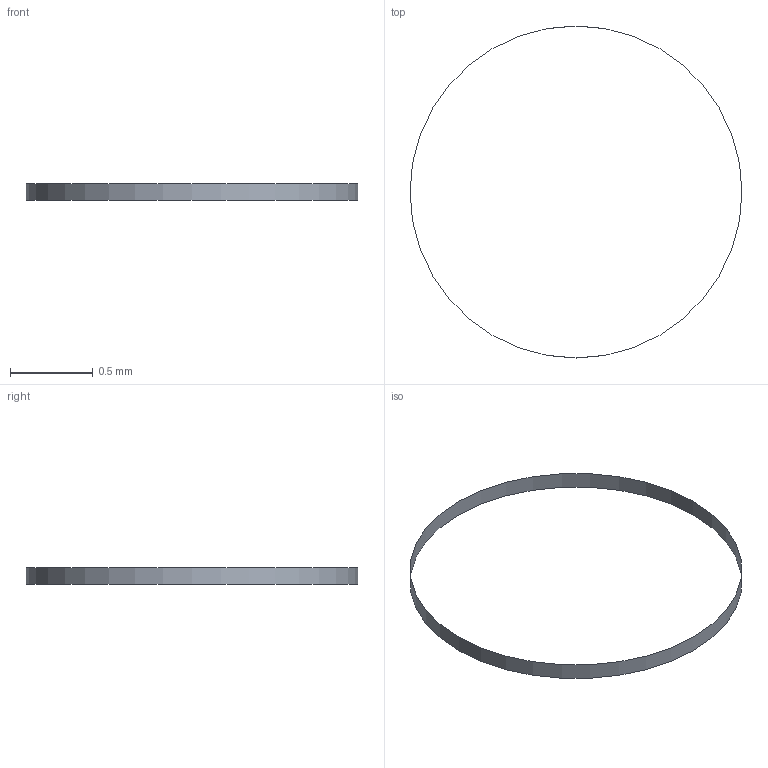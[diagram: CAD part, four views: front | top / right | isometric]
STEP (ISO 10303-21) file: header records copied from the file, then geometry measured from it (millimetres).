
FILE_DESCRIPTION(('Open CASCADE Model'),'2;1');
FILE_NAME('Open CASCADE Shape Model','2011-05-03T15:59:04',('Author'),( 'Open CASCADE'),'Open CASCADE STEP processor 6.3','Open CASCADE 6.3' ,'Unknown');
FILE_SCHEMA(('AUTOMOTIVE_DESIGN_CC2 { 1 2 10303 214 -1 1 5 4 }'));
Length unit declared in the file: millimetre
Products named in the file (1): Open CASCADE STEP translator 6.3 2
Bounding box: 2 x 2 x 0.1 mm (x, y, z)
Surface area: 0.6 mm2 (no closed solid volume)
Topology: 0 solids, 1 shells, 1 faces, 3 edges, 2 vertices
Faces by surface type: cylinder 1
Full cylindrical faces by diameter (mm): 2 x1
Entity records: 78 total; most frequent: DIRECTION 13, CARTESIAN_POINT 11, LINE 5, VECTOR 5, AXIS2_PLACEMENT_3D 4, ORIENTED_EDGE 4, PCURVE 4, DEFINITIONAL_REPRESENTATION 4
